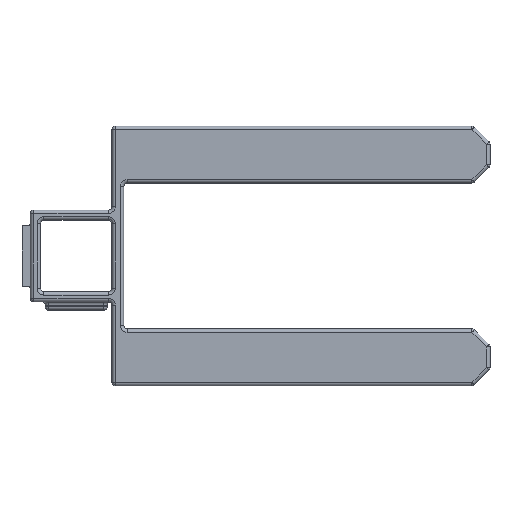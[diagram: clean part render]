
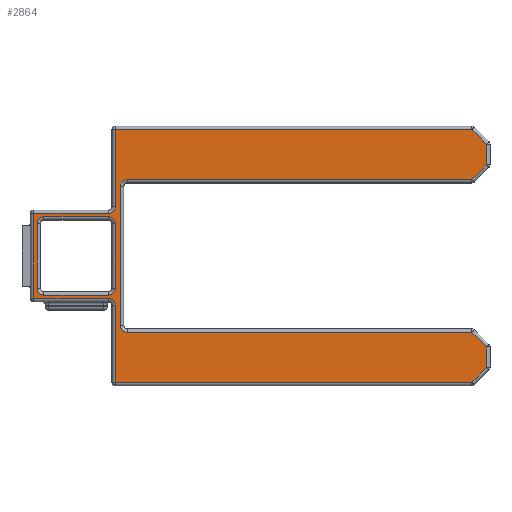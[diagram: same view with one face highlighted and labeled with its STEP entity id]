
A CAD part, top view. The second image highlights one B-rep face of the part: STEP entity #2864.
In plain terms, the highlighted planar face has unit normal (0, 0, 1).
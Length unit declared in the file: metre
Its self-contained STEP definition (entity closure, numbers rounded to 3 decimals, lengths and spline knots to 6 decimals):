
#268=LINE('',#4773,#489);
#269=LINE('',#4777,#490);
#270=LINE('',#4781,#491);
#271=LINE('',#4785,#492);
#272=LINE('',#4786,#493);
#273=LINE('',#4789,#494);
#274=LINE('',#4791,#495);
#275=LINE('',#4793,#496);
#276=LINE('',#4795,#497);
#277=LINE('',#4799,#498);
#278=LINE('',#4803,#499);
#279=LINE('',#4805,#500);
#280=LINE('',#4807,#501);
#281=LINE('',#4809,#502);
#282=LINE('',#4811,#503);
#283=LINE('',#4813,#504);
#284=LINE('',#4817,#505);
#285=LINE('',#4819,#506);
#286=LINE('',#4821,#507);
#287=LINE('',#4825,#508);
#489=VECTOR('',#3642,1.);
#490=VECTOR('',#3645,1.);
#491=VECTOR('',#3648,1.);
#492=VECTOR('',#3651,1.);
#493=VECTOR('',#3652,1.);
#494=VECTOR('',#3653,1.);
#495=VECTOR('',#3654,1.);
#496=VECTOR('',#3655,1.);
#497=VECTOR('',#3656,1.);
#498=VECTOR('',#3659,1.);
#499=VECTOR('',#3662,1.);
#500=VECTOR('',#3663,1.);
#501=VECTOR('',#3664,1.);
#502=VECTOR('',#3665,1.);
#503=VECTOR('',#3666,1.);
#504=VECTOR('',#3667,1.);
#505=VECTOR('',#3670,1.);
#506=VECTOR('',#3671,1.);
#507=VECTOR('',#3672,1.);
#508=VECTOR('',#3675,1.);
#728=ORIENTED_EDGE('',*,*,#1606,.F.);
#729=ORIENTED_EDGE('',*,*,#1607,.T.);
#730=ORIENTED_EDGE('',*,*,#1608,.F.);
#731=ORIENTED_EDGE('',*,*,#1609,.T.);
#732=ORIENTED_EDGE('',*,*,#1610,.F.);
#733=ORIENTED_EDGE('',*,*,#1611,.T.);
#734=ORIENTED_EDGE('',*,*,#1612,.F.);
#735=ORIENTED_EDGE('',*,*,#1613,.T.);
#736=ORIENTED_EDGE('',*,*,#1614,.T.);
#737=ORIENTED_EDGE('',*,*,#1615,.T.);
#738=ORIENTED_EDGE('',*,*,#1616,.T.);
#739=ORIENTED_EDGE('',*,*,#1617,.T.);
#740=ORIENTED_EDGE('',*,*,#1618,.T.);
#741=ORIENTED_EDGE('',*,*,#1619,.F.);
#742=ORIENTED_EDGE('',*,*,#1620,.T.);
#743=ORIENTED_EDGE('',*,*,#1621,.F.);
#744=ORIENTED_EDGE('',*,*,#1622,.T.);
#745=ORIENTED_EDGE('',*,*,#1623,.T.);
#746=ORIENTED_EDGE('',*,*,#1624,.T.);
#747=ORIENTED_EDGE('',*,*,#1625,.T.);
#748=ORIENTED_EDGE('',*,*,#1626,.T.);
#749=ORIENTED_EDGE('',*,*,#1627,.T.);
#750=ORIENTED_EDGE('',*,*,#1628,.F.);
#751=ORIENTED_EDGE('',*,*,#1629,.T.);
#752=ORIENTED_EDGE('',*,*,#1630,.T.);
#753=ORIENTED_EDGE('',*,*,#1631,.T.);
#754=ORIENTED_EDGE('',*,*,#1632,.F.);
#755=ORIENTED_EDGE('',*,*,#1633,.T.);
#1606=EDGE_CURVE('',#2045,#2046,#2193,.T.);
#1607=EDGE_CURVE('',#2045,#2047,#268,.T.);
#1608=EDGE_CURVE('',#2048,#2047,#2194,.T.);
#1609=EDGE_CURVE('',#2048,#2049,#269,.F.);
#1610=EDGE_CURVE('',#2050,#2049,#2195,.T.);
#1611=EDGE_CURVE('',#2050,#2051,#270,.T.);
#1612=EDGE_CURVE('',#2052,#2051,#2196,.T.);
#1613=EDGE_CURVE('',#2052,#2046,#271,.T.);
#1614=EDGE_CURVE('',#2053,#2054,#272,.T.);
#1615=EDGE_CURVE('',#2054,#2055,#273,.T.);
#1616=EDGE_CURVE('',#2055,#2056,#274,.T.);
#1617=EDGE_CURVE('',#2056,#2057,#275,.T.);
#1618=EDGE_CURVE('',#2057,#2058,#276,.T.);
#1619=EDGE_CURVE('',#2059,#2058,#2197,.T.);
#1620=EDGE_CURVE('',#2059,#2060,#277,.F.);
#1621=EDGE_CURVE('',#2061,#2060,#2198,.T.);
#1622=EDGE_CURVE('',#2061,#2062,#278,.F.);
#1623=EDGE_CURVE('',#2062,#2063,#279,.F.);
#1624=EDGE_CURVE('',#2063,#2064,#280,.F.);
#1625=EDGE_CURVE('',#2064,#2065,#281,.F.);
#1626=EDGE_CURVE('',#2065,#2066,#282,.F.);
#1627=EDGE_CURVE('',#2066,#2067,#283,.T.);
#1628=EDGE_CURVE('',#2068,#2067,#2199,.T.);
#1629=EDGE_CURVE('',#2068,#2069,#284,.F.);
#1630=EDGE_CURVE('',#2069,#2070,#285,.F.);
#1631=EDGE_CURVE('',#2070,#2071,#286,.T.);
#1632=EDGE_CURVE('',#2072,#2071,#2200,.T.);
#1633=EDGE_CURVE('',#2072,#2053,#287,.T.);
#2045=VERTEX_POINT('',#4771);
#2046=VERTEX_POINT('',#4772);
#2047=VERTEX_POINT('',#4774);
#2048=VERTEX_POINT('',#4776);
#2049=VERTEX_POINT('',#4778);
#2050=VERTEX_POINT('',#4780);
#2051=VERTEX_POINT('',#4782);
#2052=VERTEX_POINT('',#4784);
#2053=VERTEX_POINT('',#4787);
#2054=VERTEX_POINT('',#4788);
#2055=VERTEX_POINT('',#4790);
#2056=VERTEX_POINT('',#4792);
#2057=VERTEX_POINT('',#4794);
#2058=VERTEX_POINT('',#4796);
#2059=VERTEX_POINT('',#4798);
#2060=VERTEX_POINT('',#4800);
#2061=VERTEX_POINT('',#4802);
#2062=VERTEX_POINT('',#4804);
#2063=VERTEX_POINT('',#4806);
#2064=VERTEX_POINT('',#4808);
#2065=VERTEX_POINT('',#4810);
#2066=VERTEX_POINT('',#4812);
#2067=VERTEX_POINT('',#4814);
#2068=VERTEX_POINT('',#4816);
#2069=VERTEX_POINT('',#4818);
#2070=VERTEX_POINT('',#4820);
#2071=VERTEX_POINT('',#4822);
#2072=VERTEX_POINT('',#4824);
#2193=CIRCLE('',#3100,0.002);
#2194=CIRCLE('',#3101,0.002);
#2195=CIRCLE('',#3102,0.002);
#2196=CIRCLE('',#3103,0.002);
#2197=CIRCLE('',#3104,0.002);
#2198=CIRCLE('',#3105,0.002);
#2199=CIRCLE('',#3106,0.002);
#2200=CIRCLE('',#3107,0.002);
#2402=EDGE_LOOP('',(#728,#729,#730,#731,#732,#733,#734,#735));
#2403=EDGE_LOOP('',(#736,#737,#738,#739,#740,#741,#742,#743,#744,#745,#746,
#747,#748,#749,#750,#751,#752,#753,#754,#755));
#2611=FACE_BOUND('',#2402,.T.);
#2612=FACE_BOUND('',#2403,.T.);
#2816=PLANE('',#3099);
#2864=ADVANCED_FACE('',(#2611,#2612),#2816,.T.);
#3099=AXIS2_PLACEMENT_3D('',#4769,#3638,#3639);
#3100=AXIS2_PLACEMENT_3D('',#4770,#3640,#3641);
#3101=AXIS2_PLACEMENT_3D('',#4775,#3643,#3644);
#3102=AXIS2_PLACEMENT_3D('',#4779,#3646,#3647);
#3103=AXIS2_PLACEMENT_3D('',#4783,#3649,#3650);
#3104=AXIS2_PLACEMENT_3D('',#4797,#3657,#3658);
#3105=AXIS2_PLACEMENT_3D('',#4801,#3660,#3661);
#3106=AXIS2_PLACEMENT_3D('',#4815,#3668,#3669);
#3107=AXIS2_PLACEMENT_3D('',#4823,#3673,#3674);
#3638=DIRECTION('',(0.,0.,1.));
#3639=DIRECTION('',(1.,0.,0.));
#3640=DIRECTION('',(0.,0.,1.));
#3641=DIRECTION('',(0.,-1.,0.));
#3642=DIRECTION('',(0.,-1.,0.));
#3643=DIRECTION('',(0.,0.,1.));
#3644=DIRECTION('',(0.,-1.,0.));
#3645=DIRECTION('',(1.,0.,0.));
#3646=DIRECTION('',(0.,0.,1.));
#3647=DIRECTION('',(0.,-1.,0.));
#3648=DIRECTION('',(0.,1.,0.));
#3649=DIRECTION('',(0.,0.,1.));
#3650=DIRECTION('',(0.,-1.,0.));
#3651=DIRECTION('',(1.,0.,0.));
#3652=DIRECTION('',(1.,0.,0.));
#3653=DIRECTION('',(0.707,0.707,0.));
#3654=DIRECTION('',(0.,1.,0.));
#3655=DIRECTION('',(-0.707,0.707,0.));
#3656=DIRECTION('',(-1.,0.,0.));
#3657=DIRECTION('',(0.,0.,1.));
#3658=DIRECTION('',(0.,-1.,0.));
#3659=DIRECTION('',(0.,-1.,0.));
#3660=DIRECTION('',(0.,0.,1.));
#3661=DIRECTION('',(0.,-1.,0.));
#3662=DIRECTION('',(-1.,0.,0.));
#3663=DIRECTION('',(-0.707,-0.707,0.));
#3664=DIRECTION('',(0.,-1.,0.));
#3665=DIRECTION('',(0.707,-0.707,0.));
#3666=DIRECTION('',(1.,0.,0.));
#3667=DIRECTION('',(0.,-1.,0.));
#3668=DIRECTION('',(0.,0.,1.));
#3669=DIRECTION('',(0.,-1.,0.));
#3670=DIRECTION('',(1.,0.,0.));
#3671=DIRECTION('',(0.,1.,0.));
#3672=DIRECTION('',(1.,0.,0.));
#3673=DIRECTION('',(0.,0.,1.));
#3674=DIRECTION('',(0.,-1.,0.));
#3675=DIRECTION('',(0.,-1.,0.));
#4769=CARTESIAN_POINT('',(-0.021674,0.,0.105375));
#4770=CARTESIAN_POINT('',(-0.0102,0.0097,0.105375));
#4771=CARTESIAN_POINT('',(-0.0082,0.0097,0.105375));
#4772=CARTESIAN_POINT('',(-0.0102,0.0117,0.105375));
#4773=CARTESIAN_POINT('',(-0.0082,0.,0.105375));
#4774=CARTESIAN_POINT('',(-0.0082,-0.0097,0.105375));
#4775=CARTESIAN_POINT('',(-0.0102,-0.0097,0.105375));
#4776=CARTESIAN_POINT('',(-0.0102,-0.0117,0.105375));
#4777=CARTESIAN_POINT('',(-0.0306,-0.0117,0.105375));
#4778=CARTESIAN_POINT('',(-0.0296,-0.0117,0.105375));
#4779=CARTESIAN_POINT('',(-0.0296,-0.0097,0.105375));
#4780=CARTESIAN_POINT('',(-0.0316,-0.0097,0.105375));
#4781=CARTESIAN_POINT('',(-0.0316,0.,0.105375));
#4782=CARTESIAN_POINT('',(-0.0316,0.0097,0.105375));
#4783=CARTESIAN_POINT('',(-0.0296,0.0097,0.105375));
#4784=CARTESIAN_POINT('',(-0.0296,0.0117,0.105375));
#4785=CARTESIAN_POINT('',(-0.021674,0.0117,0.105375));
#4786=CARTESIAN_POINT('',(-0.021674,-0.0378,0.105375));
#4787=CARTESIAN_POINT('',(-0.0082,-0.0378,0.105375));
#4788=CARTESIAN_POINT('',(0.098386,-0.0378,0.105375));
#4789=CARTESIAN_POINT('',(0.057256,-0.07893,0.105375));
#4790=CARTESIAN_POINT('',(0.1028,-0.033386,0.105375));
#4791=CARTESIAN_POINT('',(0.1028,-0.0268,0.105375));
#4792=CARTESIAN_POINT('',(0.1028,-0.027214,0.105375));
#4793=CARTESIAN_POINT('',(0.026956,0.04863,0.105375));
#4794=CARTESIAN_POINT('',(0.098386,-0.0228,0.105375));
#4795=CARTESIAN_POINT('',(-0.021674,-0.0228,0.105375));
#4796=CARTESIAN_POINT('',(-0.0047,-0.0228,0.105375));
#4797=CARTESIAN_POINT('',(-0.0047,-0.0208,0.105375));
#4798=CARTESIAN_POINT('',(-0.0067,-0.0208,0.105375));
#4799=CARTESIAN_POINT('',(-0.0067,0.0218,0.105375));
#4800=CARTESIAN_POINT('',(-0.0067,0.0208,0.105375));
#4801=CARTESIAN_POINT('',(-0.0047,0.0208,0.105375));
#4802=CARTESIAN_POINT('',(-0.0047,0.0228,0.105375));
#4803=CARTESIAN_POINT('',(0.0988,0.0228,0.105375));
#4804=CARTESIAN_POINT('',(0.098386,0.0228,0.105375));
#4805=CARTESIAN_POINT('',(0.026956,-0.04863,0.105375));
#4806=CARTESIAN_POINT('',(0.1028,0.027214,0.105375));
#4807=CARTESIAN_POINT('',(0.1028,0.0338,0.105375));
#4808=CARTESIAN_POINT('',(0.1028,0.033386,0.105375));
#4809=CARTESIAN_POINT('',(0.057256,0.07893,0.105375));
#4810=CARTESIAN_POINT('',(0.098386,0.0378,0.105375));
#4811=CARTESIAN_POINT('',(-0.0092,0.0378,0.105375));
#4812=CARTESIAN_POINT('',(-0.0082,0.0378,0.105375));
#4813=CARTESIAN_POINT('',(-0.0082,0.,0.105375));
#4814=CARTESIAN_POINT('',(-0.0082,0.0147,0.105375));
#4815=CARTESIAN_POINT('',(-0.0102,0.0147,0.105375));
#4816=CARTESIAN_POINT('',(-0.0102,0.0127,0.105375));
#4817=CARTESIAN_POINT('',(-0.0336,0.0127,0.105375));
#4818=CARTESIAN_POINT('',(-0.0326,0.0127,0.105375));
#4819=CARTESIAN_POINT('',(-0.0326,-0.0137,0.105375));
#4820=CARTESIAN_POINT('',(-0.0326,-0.0127,0.105375));
#4821=CARTESIAN_POINT('',(-0.021674,-0.0127,0.105375));
#4822=CARTESIAN_POINT('',(-0.0102,-0.0127,0.105375));
#4823=CARTESIAN_POINT('',(-0.0102,-0.0147,0.105375));
#4824=CARTESIAN_POINT('',(-0.0082,-0.0147,0.105375));
#4825=CARTESIAN_POINT('',(-0.0082,0.,0.105375));
